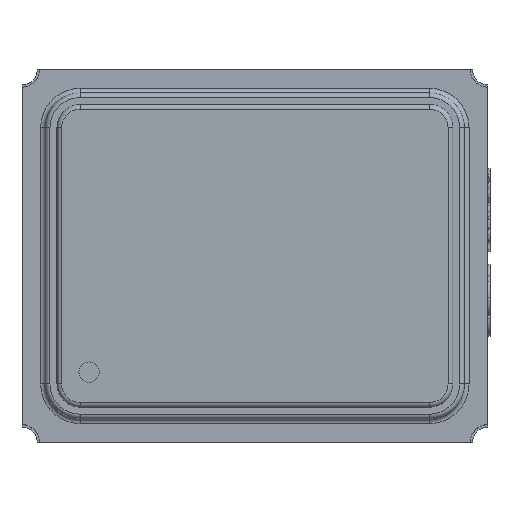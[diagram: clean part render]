
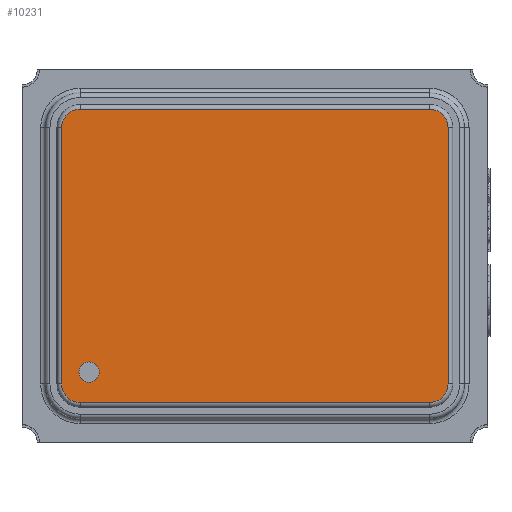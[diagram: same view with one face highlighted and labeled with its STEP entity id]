
A CAD part, top view. The second image highlights one B-rep face of the part: STEP entity #10231.
In plain terms, the highlighted planar face has unit normal (0, 0, 1).
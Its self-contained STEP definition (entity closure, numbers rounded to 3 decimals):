
#400 = VERTEX_POINT ( 'NONE', #10290 ) ;
#432 = EDGE_CURVE ( 'NONE', #8707, #10441, #1863, .T. ) ;
#485 = CARTESIAN_POINT ( 'NONE',  ( 0.75, 0.63, 0.49 ) ) ;
#950 = CARTESIAN_POINT ( 'NONE',  ( 0.75, -0.63, 0.49 ) ) ;
#1271 = CIRCLE ( 'NONE', #12063, 0.08 ) ;
#1367 = VERTEX_POINT ( 'NONE', #950 ) ;
#1556 = EDGE_CURVE ( 'NONE', #11785, #400, #2839, .T. ) ;
#1630 = AXIS2_PLACEMENT_3D ( 'NONE', #14753, #13844, #11359 ) ;
#1658 = VERTEX_POINT ( 'NONE', #2446 ) ;
#1761 = CARTESIAN_POINT ( 'NONE',  ( 0.83, 0.55, 0.49 ) ) ;
#1863 = CIRCLE ( 'NONE', #11425, 0.08 ) ;
#1919 = ORIENTED_EDGE ( 'NONE', *, *, #3365, .T. ) ;
#1929 = VECTOR ( 'NONE', #12286, 1000. ) ;
#2024 = ORIENTED_EDGE ( 'NONE', *, *, #9836, .T. ) ;
#2094 = AXIS2_PLACEMENT_3D ( 'NONE', #14775, #7687, #12379 ) ;
#2316 = DIRECTION ( 'NONE',  ( 1., 0., 0. ) ) ;
#2446 = CARTESIAN_POINT ( 'NONE',  ( -0.83, -0.55, 0.49 ) ) ;
#2568 = ORIENTED_EDGE ( 'NONE', *, *, #6727, .T. ) ;
#2809 = VERTEX_POINT ( 'NONE', #13332 ) ;
#2828 = CIRCLE ( 'NONE', #2094, 0.08 ) ;
#2839 = CIRCLE ( 'NONE', #1630, 0.044 ) ;
#2914 = VECTOR ( 'NONE', #10453, 1000. ) ;
#3207 = CIRCLE ( 'NONE', #11799, 0.044 ) ;
#3365 = EDGE_CURVE ( 'NONE', #14168, #8707, #13181, .T. ) ;
#3809 = ORIENTED_EDGE ( 'NONE', *, *, #10900, .F. ) ;
#3812 = DIRECTION ( 'NONE',  ( 0., 0., 1. ) ) ;
#3871 = VECTOR ( 'NONE', #14133, 1000. ) ;
#4245 = CARTESIAN_POINT ( 'NONE',  ( -0.712, -0.499, 0.49 ) ) ;
#4800 = ORIENTED_EDGE ( 'NONE', *, *, #6636, .T. ) ;
#4951 = FACE_BOUND ( 'NONE', #14204, .T. ) ;
#5125 = CARTESIAN_POINT ( 'NONE',  ( -0.75, -0.55, 0.49 ) ) ;
#5195 = ORIENTED_EDGE ( 'NONE', *, *, #14737, .T. ) ;
#5349 = CARTESIAN_POINT ( 'NONE',  ( -0.75, 0.63, 0.49 ) ) ;
#5738 = EDGE_CURVE ( 'NONE', #1367, #14168, #11630, .T. ) ;
#6036 = LINE ( 'NONE', #9498, #3871 ) ;
#6091 = DIRECTION ( 'NONE',  ( 1., 0., 0. ) ) ;
#6324 = EDGE_LOOP ( 'NONE', ( #5195, #10946, #1919, #11223, #2024, #2568, #6925, #4800 ) ) ;
#6636 = EDGE_CURVE ( 'NONE', #1658, #2809, #1271, .T. ) ;
#6727 = EDGE_CURVE ( 'NONE', #6750, #14692, #2828, .T. ) ;
#6750 = VERTEX_POINT ( 'NONE', #5349 ) ;
#6925 = ORIENTED_EDGE ( 'NONE', *, *, #10022, .T. ) ;
#6993 = DIRECTION ( 'NONE',  ( 0., 0., 1. ) ) ;
#7275 = PLANE ( 'NONE',  #14654 ) ;
#7687 = DIRECTION ( 'NONE',  ( 0., 0., 1. ) ) ;
#8297 = LINE ( 'NONE', #12970, #2914 ) ;
#8365 = CARTESIAN_POINT ( 'NONE',  ( 0.75, -0.55, 0.49 ) ) ;
#8570 = CARTESIAN_POINT ( 'NONE',  ( 0.83, -0.55, 0.49 ) ) ;
#8688 = LINE ( 'NONE', #13495, #11846 ) ;
#8707 = VERTEX_POINT ( 'NONE', #13136 ) ;
#8951 = DIRECTION ( 'NONE',  ( 0., 0., 1. ) ) ;
#9498 = CARTESIAN_POINT ( 'NONE',  ( -0.75, 0.63, 0.49 ) ) ;
#9550 = DIRECTION ( 'NONE',  ( 0., 0., 1. ) ) ;
#9677 = DIRECTION ( 'NONE',  ( 1., 0., 0. ) ) ;
#9836 = EDGE_CURVE ( 'NONE', #10441, #6750, #6036, .T. ) ;
#9961 = ORIENTED_EDGE ( 'NONE', *, *, #1556, .F. ) ;
#10022 = EDGE_CURVE ( 'NONE', #14692, #1658, #8297, .T. ) ;
#10231 = ADVANCED_FACE ( 'NONE', ( #4951, #14289 ), #7275, .T. ) ;
#10290 = CARTESIAN_POINT ( 'NONE',  ( -0.756, -0.499, 0.49 ) ) ;
#10374 = DIRECTION ( 'NONE',  ( 1., 0., 0. ) ) ;
#10441 = VERTEX_POINT ( 'NONE', #485 ) ;
#10453 = DIRECTION ( 'NONE',  ( 0., -1., 0. ) ) ;
#10900 = EDGE_CURVE ( 'NONE', #400, #11785, #3207, .T. ) ;
#10946 = ORIENTED_EDGE ( 'NONE', *, *, #5738, .T. ) ;
#11223 = ORIENTED_EDGE ( 'NONE', *, *, #432, .T. ) ;
#11234 = DIRECTION ( 'NONE',  ( 1., 0., 0. ) ) ;
#11359 = DIRECTION ( 'NONE',  ( 1., 0., 0. ) ) ;
#11425 = AXIS2_PLACEMENT_3D ( 'NONE', #13949, #6993, #10374 ) ;
#11630 = CIRCLE ( 'NONE', #12607, 0.08 ) ;
#11668 = DIRECTION ( 'NONE',  ( 0., 0., 1. ) ) ;
#11785 = VERTEX_POINT ( 'NONE', #14710 ) ;
#11799 = AXIS2_PLACEMENT_3D ( 'NONE', #4245, #8951, #13748 ) ;
#11846 = VECTOR ( 'NONE', #11234, 1000. ) ;
#11970 = CARTESIAN_POINT ( 'NONE',  ( 0., 0., 0.49 ) ) ;
#12063 = AXIS2_PLACEMENT_3D ( 'NONE', #5125, #9550, #6091 ) ;
#12286 = DIRECTION ( 'NONE',  ( 0., 1., 0. ) ) ;
#12379 = DIRECTION ( 'NONE',  ( 1., 0., 0. ) ) ;
#12607 = AXIS2_PLACEMENT_3D ( 'NONE', #8365, #11668, #2316 ) ;
#12970 = CARTESIAN_POINT ( 'NONE',  ( -0.83, -0.55, 0.49 ) ) ;
#13136 = CARTESIAN_POINT ( 'NONE',  ( 0.83, 0.55, 0.49 ) ) ;
#13181 = LINE ( 'NONE', #1761, #1929 ) ;
#13332 = CARTESIAN_POINT ( 'NONE',  ( -0.75, -0.63, 0.49 ) ) ;
#13423 = CARTESIAN_POINT ( 'NONE',  ( -0.83, 0.55, 0.49 ) ) ;
#13495 = CARTESIAN_POINT ( 'NONE',  ( 0.75, -0.63, 0.49 ) ) ;
#13748 = DIRECTION ( 'NONE',  ( 1., 0., 0. ) ) ;
#13844 = DIRECTION ( 'NONE',  ( 0., 0., 1. ) ) ;
#13949 = CARTESIAN_POINT ( 'NONE',  ( 0.75, 0.55, 0.49 ) ) ;
#14133 = DIRECTION ( 'NONE',  ( -1., 0., 0. ) ) ;
#14168 = VERTEX_POINT ( 'NONE', #8570 ) ;
#14204 = EDGE_LOOP ( 'NONE', ( #9961, #3809 ) ) ;
#14289 = FACE_OUTER_BOUND ( 'NONE', #6324, .T. ) ;
#14654 = AXIS2_PLACEMENT_3D ( 'NONE', #11970, #3812, #9677 ) ;
#14692 = VERTEX_POINT ( 'NONE', #13423 ) ;
#14710 = CARTESIAN_POINT ( 'NONE',  ( -0.668, -0.499, 0.49 ) ) ;
#14737 = EDGE_CURVE ( 'NONE', #2809, #1367, #8688, .T. ) ;
#14753 = CARTESIAN_POINT ( 'NONE',  ( -0.712, -0.499, 0.49 ) ) ;
#14775 = CARTESIAN_POINT ( 'NONE',  ( -0.75, 0.55, 0.49 ) ) ;
